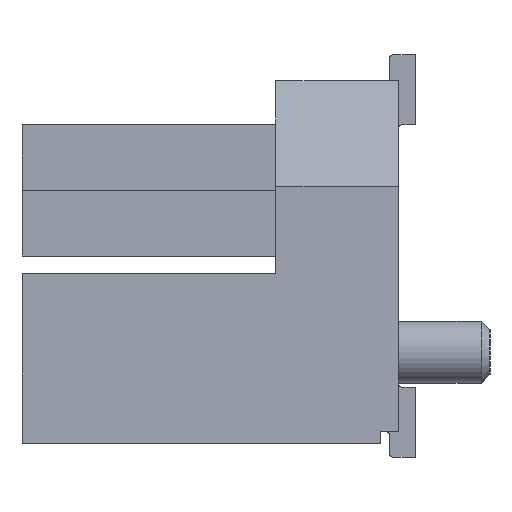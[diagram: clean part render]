
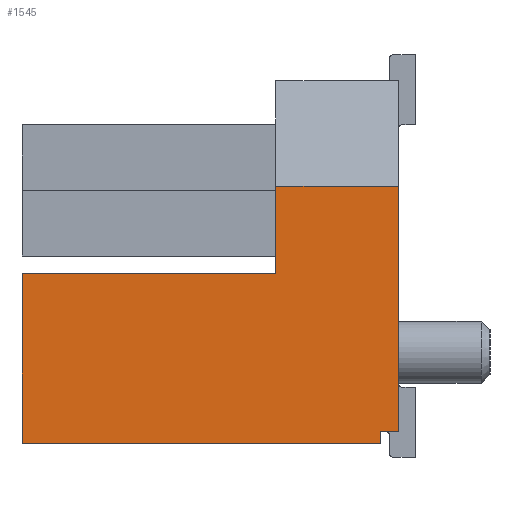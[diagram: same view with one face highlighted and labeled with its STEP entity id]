
A CAD part, left-side view. The second image highlights one B-rep face of the part: STEP entity #1545.
In plain terms, the highlighted planar face has unit normal (-1, 0, 0).
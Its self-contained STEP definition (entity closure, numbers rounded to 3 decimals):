
#1545 = ADVANCED_FACE( '', ( #3347 ), #3348, .F. );
#3347 = FACE_OUTER_BOUND( '', #5411, .T. );
#3348 = PLANE( '', #5412 );
#5411 = EDGE_LOOP( '', ( #10220, #10221, #10222, #10223, #10224, #10225, #10226, #10227 ) );
#5412 = AXIS2_PLACEMENT_3D( '', #10228, #10229, #10230 );
#10220 = ORIENTED_EDGE( '', *, *, #15087, .F. );
#10221 = ORIENTED_EDGE( '', *, *, #15053, .F. );
#10222 = ORIENTED_EDGE( '', *, *, #15009, .T. );
#10223 = ORIENTED_EDGE( '', *, *, #15088, .F. );
#10224 = ORIENTED_EDGE( '', *, *, #15089, .F. );
#10225 = ORIENTED_EDGE( '', *, *, #13598, .F. );
#10226 = ORIENTED_EDGE( '', *, *, #14588, .F. );
#10227 = ORIENTED_EDGE( '', *, *, #15063, .T. );
#10228 = CARTESIAN_POINT( '', ( -5.548, 1.4, -2.14 ) );
#10229 = DIRECTION( '', ( 1., 0., 0. ) );
#10230 = DIRECTION( '', ( 0., 0., -1. ) );
#13598 = EDGE_CURVE( '', #16737, #16735, #16739, .T. );
#14588 = EDGE_CURVE( '', #18308, #16737, #18310, .T. );
#15009 = EDGE_CURVE( '', #18892, #18890, #18893, .T. );
#15053 = EDGE_CURVE( '', #18892, #18957, #18958, .T. );
#15063 = EDGE_CURVE( '', #18308, #18970, #18972, .T. );
#15087 = EDGE_CURVE( '', #18957, #18970, #19004, .T. );
#15088 = EDGE_CURVE( '', #19005, #18890, #19006, .T. );
#15089 = EDGE_CURVE( '', #16735, #19005, #19007, .T. );
#16735 = VERTEX_POINT( '', #21162 );
#16737 = VERTEX_POINT( '', #21165 );
#16739 = LINE( '', #21168, #21169 );
#18308 = VERTEX_POINT( '', #23446 );
#18310 = LINE( '', #23449, #23450 );
#18890 = VERTEX_POINT( '', #24314 );
#18892 = VERTEX_POINT( '', #24317 );
#18893 = LINE( '', #24318, #24319 );
#18957 = VERTEX_POINT( '', #24417 );
#18958 = LINE( '', #24418, #24419 );
#18970 = VERTEX_POINT( '', #24437 );
#18972 = LINE( '', #24440, #24441 );
#19004 = LINE( '', #24494, #24495 );
#19005 = VERTEX_POINT( '', #24496 );
#19006 = LINE( '', #24497, #24498 );
#19007 = LINE( '', #24499, #24500 );
#21162 = CARTESIAN_POINT( '', ( -5.548, 1.4, -0.2 ) );
#21165 = CARTESIAN_POINT( '', ( -5.548, 4.3, -0.2 ) );
#21168 = CARTESIAN_POINT( '', ( -5.548, 4.3, -0.2 ) );
#21169 = VECTOR( '', #26094, 1000. );
#23446 = CARTESIAN_POINT( '', ( -5.548, 4.3, -2.14 ) );
#23449 = CARTESIAN_POINT( '', ( -5.548, 4.3, -2.14 ) );
#23450 = VECTOR( '', #27101, 1000. );
#24314 = CARTESIAN_POINT( '', ( -5.548, 0., 0.798 ) );
#24317 = CARTESIAN_POINT( '', ( -5.548, 0., -2. ) );
#24318 = CARTESIAN_POINT( '', ( -5.548, 0., -2.14 ) );
#24319 = VECTOR( '', #27498, 1000. );
#24417 = CARTESIAN_POINT( '', ( -5.548, 0.2, -2. ) );
#24418 = CARTESIAN_POINT( '', ( -5.548, 1.4, -2. ) );
#24419 = VECTOR( '', #27536, 1000. );
#24437 = CARTESIAN_POINT( '', ( -5.548, 0.2, -2.14 ) );
#24440 = CARTESIAN_POINT( '', ( -5.548, 1.4, -2.14 ) );
#24441 = VECTOR( '', #27544, 1000. );
#24494 = CARTESIAN_POINT( '', ( -5.548, 0.2, -2.14 ) );
#24495 = VECTOR( '', #27566, 1000. );
#24496 = CARTESIAN_POINT( '', ( -5.548, 1.4, 0.798 ) );
#24497 = CARTESIAN_POINT( '', ( -5.548, 1.4, 0.798 ) );
#24498 = VECTOR( '', #27567, 1000. );
#24499 = CARTESIAN_POINT( '', ( -5.548, 1.4, -2.14 ) );
#24500 = VECTOR( '', #27568, 1000. );
#26094 = DIRECTION( '', ( 0., -1., 0. ) );
#27101 = DIRECTION( '', ( 0., 0., 1. ) );
#27498 = DIRECTION( '', ( 0., 0., 1. ) );
#27536 = DIRECTION( '', ( 0., 1., 0. ) );
#27544 = DIRECTION( '', ( 0., -1., 0. ) );
#27566 = DIRECTION( '', ( 0., 0., -1. ) );
#27567 = DIRECTION( '', ( 0., -1., 0. ) );
#27568 = DIRECTION( '', ( 0., 0., 1. ) );
